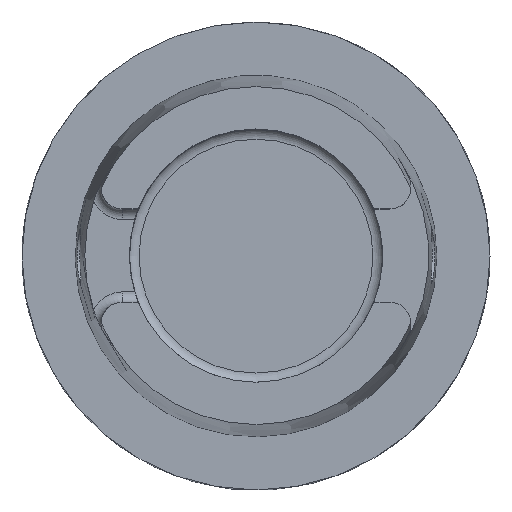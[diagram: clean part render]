
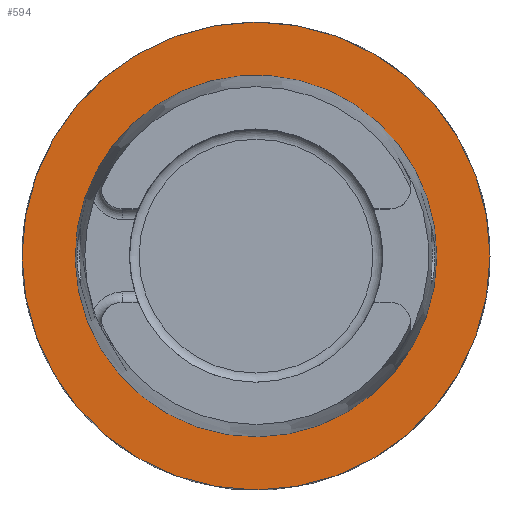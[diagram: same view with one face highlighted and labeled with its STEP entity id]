
A CAD part, top view. The second image highlights one B-rep face of the part: STEP entity #594.
In plain terms, the highlighted planar face has unit normal (0, 0, 1).
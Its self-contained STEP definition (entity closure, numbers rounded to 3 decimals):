
#594=ADVANCED_FACE('',(#1188,#1189),#937,.F.);
#937=PLANE('',#7030);
#1188=FACE_BOUND('',#1295,.T.);
#1189=FACE_BOUND('',#1296,.T.);
#1295=EDGE_LOOP('',(#2008));
#1296=EDGE_LOOP('',(#2009));
#1683=CIRCLE('',#7028,31.47);
#1684=CIRCLE('',#7029,24.321);
#2008=ORIENTED_EDGE('',*,*,#4624,.F.);
#2009=ORIENTED_EDGE('',*,*,#4625,.T.);
#3925=VERTEX_POINT('',#9860);
#3926=VERTEX_POINT('',#9862);
#4624=EDGE_CURVE('',#3925,#3925,#1683,.T.);
#4625=EDGE_CURVE('',#3926,#3926,#1684,.T.);
#7028=AXIS2_PLACEMENT_3D('',#9859,#7716,#7717);
#7029=AXIS2_PLACEMENT_3D('',#9861,#7718,#7719);
#7030=AXIS2_PLACEMENT_3D('',#9863,#7720,#7721);
#7716=DIRECTION('',(0.,0.,-1.));
#7717=DIRECTION('',(1.,0.,0.));
#7718=DIRECTION('',(0.,0.,-1.));
#7719=DIRECTION('',(1.,0.,0.));
#7720=DIRECTION('',(0.,0.,-1.));
#7721=DIRECTION('',(-1.,0.,0.));
#9859=CARTESIAN_POINT('',(0.,0.,0.));
#9860=CARTESIAN_POINT('',(31.47,0.,0.));
#9861=CARTESIAN_POINT('',(0.,0.,0.));
#9862=CARTESIAN_POINT('',(24.321,0.,0.));
#9863=CARTESIAN_POINT('',(0.,-25.43,0.));
